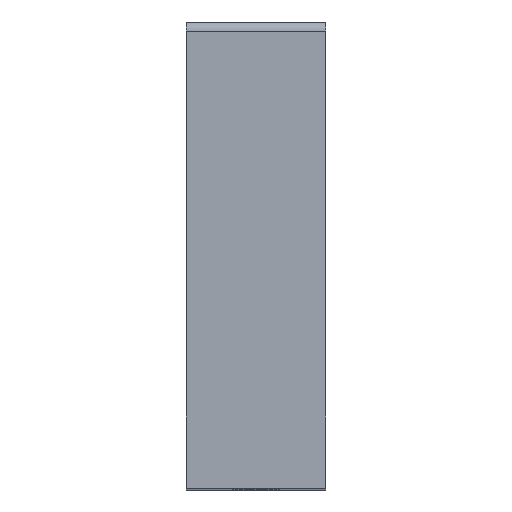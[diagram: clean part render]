
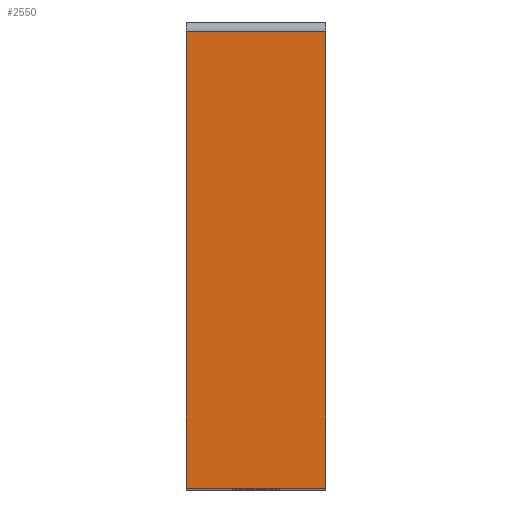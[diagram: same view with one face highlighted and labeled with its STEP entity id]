
A CAD part, top view. The second image highlights one B-rep face of the part: STEP entity #2550.
In plain terms, the highlighted planar face has unit normal (0, 0, 1).
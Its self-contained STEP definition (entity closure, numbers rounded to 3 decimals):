
#492 = FACE_OUTER_BOUND ( 'NONE', #2947, .T. ) ;
#584 = CARTESIAN_POINT ( 'NONE',  ( 0., 0., 115. ) ) ;
#1027 = DIRECTION ( 'NONE',  ( 0., -1., 0. ) ) ;
#1106 = CARTESIAN_POINT ( 'NONE',  ( 30., 0., 115. ) ) ;
#1149 = CARTESIAN_POINT ( 'NONE',  ( 0., 98., 115. ) ) ;
#1369 = PLANE ( 'NONE',  #1543 ) ;
#1453 = VECTOR ( 'NONE', #4471, 1000. ) ;
#1543 = AXIS2_PLACEMENT_3D ( 'NONE', #2731, #4193, #4177 ) ;
#1640 = VERTEX_POINT ( 'NONE', #584 ) ;
#1850 = CARTESIAN_POINT ( 'NONE',  ( 30., 98., 115. ) ) ;
#2308 = DIRECTION ( 'NONE',  ( -1., 0., 0. ) ) ;
#2444 = VECTOR ( 'NONE', #3903, 1000. ) ;
#2465 = EDGE_CURVE ( 'NONE', #5702, #3123, #5493, .T. ) ;
#2517 = CARTESIAN_POINT ( 'NONE',  ( 0., 0., 115. ) ) ;
#2550 = ADVANCED_FACE ( 'NONE', ( #492 ), #1369, .F. ) ;
#2638 = VECTOR ( 'NONE', #2308, 1000. ) ;
#2649 = CARTESIAN_POINT ( 'NONE',  ( 30., 0., 115. ) ) ;
#2656 = LINE ( 'NONE', #2517, #3155 ) ;
#2731 = CARTESIAN_POINT ( 'NONE',  ( 30., 0., 115. ) ) ;
#2843 = CARTESIAN_POINT ( 'NONE',  ( 30., 98., 115. ) ) ;
#2947 = EDGE_LOOP ( 'NONE', ( #3007, #5625, #4237, #3134 ) ) ;
#3007 = ORIENTED_EDGE ( 'NONE', *, *, #3159, .T. ) ;
#3024 = CARTESIAN_POINT ( 'NONE',  ( 30., 0., 115. ) ) ;
#3123 = VERTEX_POINT ( 'NONE', #1149 ) ;
#3134 = ORIENTED_EDGE ( 'NONE', *, *, #2465, .T. ) ;
#3155 = VECTOR ( 'NONE', #1027, 1000. ) ;
#3159 = EDGE_CURVE ( 'NONE', #3123, #1640, #2656, .T. ) ;
#3687 = LINE ( 'NONE', #1106, #2444 ) ;
#3903 = DIRECTION ( 'NONE',  ( 0., -1., 0. ) ) ;
#4177 = DIRECTION ( 'NONE',  ( -1., 0., 0. ) ) ;
#4193 = DIRECTION ( 'NONE',  ( 0., 0., -1. ) ) ;
#4237 = ORIENTED_EDGE ( 'NONE', *, *, #5178, .F. ) ;
#4269 = EDGE_CURVE ( 'NONE', #5482, #1640, #5949, .T. ) ;
#4471 = DIRECTION ( 'NONE',  ( -1., 0., 0. ) ) ;
#5178 = EDGE_CURVE ( 'NONE', #5702, #5482, #3687, .T. ) ;
#5482 = VERTEX_POINT ( 'NONE', #2649 ) ;
#5493 = LINE ( 'NONE', #1850, #2638 ) ;
#5625 = ORIENTED_EDGE ( 'NONE', *, *, #4269, .F. ) ;
#5702 = VERTEX_POINT ( 'NONE', #2843 ) ;
#5949 = LINE ( 'NONE', #3024, #1453 ) ;
